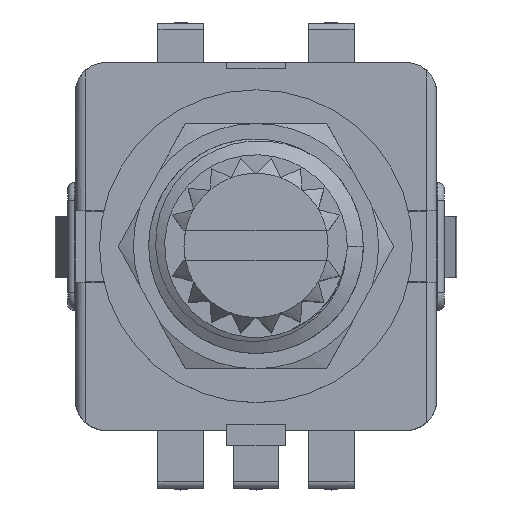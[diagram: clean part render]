
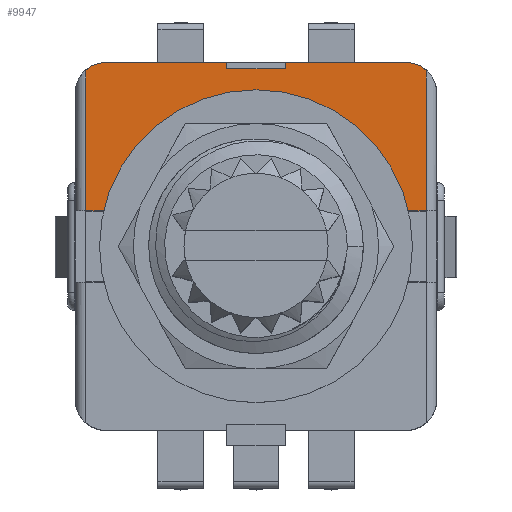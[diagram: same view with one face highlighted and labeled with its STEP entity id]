
A CAD part, top view. The second image highlights one B-rep face of the part: STEP entity #9947.
In plain terms, the highlighted planar face has unit normal (0, 0, 1).
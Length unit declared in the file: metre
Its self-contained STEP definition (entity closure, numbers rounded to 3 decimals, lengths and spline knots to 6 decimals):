
#1104=LINE('',#16129,#2042);
#1107=LINE('',#16135,#2045);
#1110=LINE('',#16141,#2048);
#1113=LINE('',#16147,#2051);
#1115=LINE('',#16229,#2053);
#1118=LINE('',#16235,#2056);
#1121=LINE('',#16241,#2059);
#1156=LINE('',#16413,#2094);
#1157=LINE('',#16415,#2095);
#2042=VECTOR('',#13164,1.);
#2045=VECTOR('',#13169,1.);
#2048=VECTOR('',#13174,1.);
#2051=VECTOR('',#13179,1.);
#2053=VECTOR('',#13191,1.);
#2056=VECTOR('',#13196,1.);
#2059=VECTOR('',#13201,1.);
#2094=VECTOR('',#13294,1.);
#2095=VECTOR('',#13295,1.);
#4348=ORIENTED_EDGE('',*,*,#6230,.F.);
#4349=ORIENTED_EDGE('',*,*,#6226,.F.);
#4350=ORIENTED_EDGE('',*,*,#6223,.T.);
#4351=ORIENTED_EDGE('',*,*,#6220,.F.);
#4352=ORIENTED_EDGE('',*,*,#6217,.F.);
#4353=ORIENTED_EDGE('',*,*,#6214,.F.);
#4354=ORIENTED_EDGE('',*,*,#6211,.F.);
#4355=ORIENTED_EDGE('',*,*,#6208,.F.);
#4356=ORIENTED_EDGE('',*,*,#6229,.F.);
#4357=ORIENTED_EDGE('',*,*,#6277,.T.);
#4358=ORIENTED_EDGE('',*,*,#6278,.F.);
#4359=ORIENTED_EDGE('',*,*,#6279,.T.);
#6208=EDGE_CURVE('',#7300,#7297,#1104,.T.);
#6211=EDGE_CURVE('',#7297,#7301,#1107,.T.);
#6214=EDGE_CURVE('',#7301,#7303,#1110,.T.);
#6217=EDGE_CURVE('',#7303,#7305,#1113,.T.);
#6220=EDGE_CURVE('',#7305,#7308,#7870,.T.);
#6223=EDGE_CURVE('',#7309,#7308,#1115,.T.);
#6226=EDGE_CURVE('',#7309,#7310,#1118,.T.);
#6229=EDGE_CURVE('',#7313,#7300,#1121,.T.);
#6230=EDGE_CURVE('',#7310,#7314,#7872,.T.);
#6277=EDGE_CURVE('',#7313,#7349,#7883,.T.);
#6278=EDGE_CURVE('',#7350,#7349,#1156,.T.);
#6279=EDGE_CURVE('',#7350,#7314,#1157,.T.);
#7297=VERTEX_POINT('',#16123);
#7300=VERTEX_POINT('',#16128);
#7301=VERTEX_POINT('',#16132);
#7303=VERTEX_POINT('',#16138);
#7305=VERTEX_POINT('',#16144);
#7308=VERTEX_POINT('',#16222);
#7309=VERTEX_POINT('',#16227);
#7310=VERTEX_POINT('',#16232);
#7313=VERTEX_POINT('',#16240);
#7314=VERTEX_POINT('',#16244);
#7349=VERTEX_POINT('',#16412);
#7350=VERTEX_POINT('',#16414);
#7870=CIRCLE('',#10923,0.001);
#7872=CIRCLE('',#10929,0.0041);
#7883=CIRCLE('',#10956,0.001);
#8405=EDGE_LOOP('',(#4348,#4349,#4350,#4351,#4352,#4353,#4354,#4355,#4356,
#4357,#4358,#4359));
#9012=FACE_BOUND('',#8405,.T.);
#9445=PLANE('',#10955);
#9947=ADVANCED_FACE('',(#9012),#9445,.F.);
#10923=AXIS2_PLACEMENT_3D('',#16224,#13184,#13185);
#10929=AXIS2_PLACEMENT_3D('',#16243,#13204,#13205);
#10955=AXIS2_PLACEMENT_3D('',#16410,#13290,#13291);
#10956=AXIS2_PLACEMENT_3D('',#16411,#13292,#13293);
#13164=DIRECTION('',(0.,-1.,0.));
#13169=DIRECTION('',(1.,0.,0.));
#13174=DIRECTION('',(0.,1.,0.));
#13179=DIRECTION('',(1.,0.,0.));
#13184=DIRECTION('',(0.,0.,-1.));
#13185=DIRECTION('',(-1.,0.,0.));
#13191=DIRECTION('',(0.,1.,0.));
#13196=DIRECTION('',(-1.,0.,0.));
#13201=DIRECTION('',(1.,0.,0.));
#13204=DIRECTION('',(0.,0.,1.));
#13205=DIRECTION('',(-1.,0.,0.));
#13290=DIRECTION('',(0.,0.,-1.));
#13291=DIRECTION('',(1.,0.,0.));
#13292=DIRECTION('',(0.,0.,1.));
#13293=DIRECTION('',(1.,0.,0.));
#13294=DIRECTION('',(0.,1.,0.));
#13295=DIRECTION('',(1.,0.,0.));
#16123=CARTESIAN_POINT('',(-0.000953,0.005795,0.006455));
#16128=CARTESIAN_POINT('',(-0.000953,0.006,0.006455));
#16129=CARTESIAN_POINT('',(-0.000953,-0.006,0.006455));
#16132=CARTESIAN_POINT('',(0.000953,0.005795,0.006455));
#16135=CARTESIAN_POINT('',(-0.000953,0.005795,0.006455));
#16138=CARTESIAN_POINT('',(0.000953,0.006,0.006455));
#16141=CARTESIAN_POINT('',(0.000953,-0.005795,0.006455));
#16144=CARTESIAN_POINT('',(0.0049,0.006,0.006455));
#16147=CARTESIAN_POINT('',(-0.00555,0.006,0.006455));
#16222=CARTESIAN_POINT('',(0.00555,0.00576,0.006455));
#16224=CARTESIAN_POINT('',(0.0049,0.005,0.006455));
#16227=CARTESIAN_POINT('',(0.00555,0.00116,0.006455));
#16229=CARTESIAN_POINT('',(0.00555,-0.006,0.006455));
#16232=CARTESIAN_POINT('',(0.003932,0.00116,0.006455));
#16235=CARTESIAN_POINT('',(-0.007,0.00116,0.006455));
#16240=CARTESIAN_POINT('',(-0.0049,0.006,0.006455));
#16241=CARTESIAN_POINT('',(-0.00555,0.006,0.006455));
#16243=CARTESIAN_POINT('',(0.,0.,0.006455));
#16244=CARTESIAN_POINT('',(-0.003932,0.00116,0.006455));
#16410=CARTESIAN_POINT('',(-0.00555,-0.006,0.006455));
#16411=CARTESIAN_POINT('',(-0.0049,0.005,0.006455));
#16412=CARTESIAN_POINT('',(-0.00555,0.00576,0.006455));
#16413=CARTESIAN_POINT('',(-0.00555,-0.006,0.006455));
#16414=CARTESIAN_POINT('',(-0.00555,0.00116,0.006455));
#16415=CARTESIAN_POINT('',(-0.007,0.00116,0.006455));
